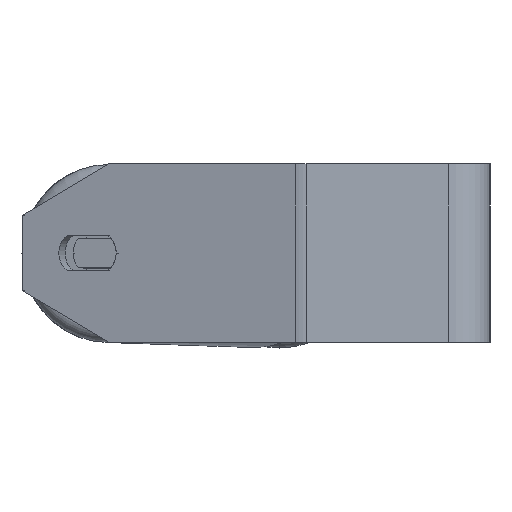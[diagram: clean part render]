
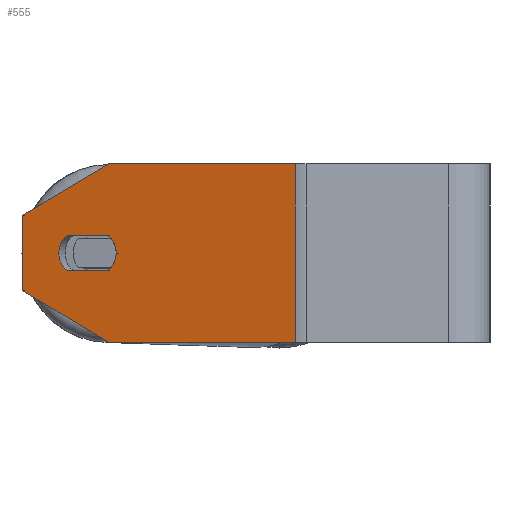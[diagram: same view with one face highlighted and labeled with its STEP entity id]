
A CAD part, left-side view. The second image highlights one B-rep face of the part: STEP entity #555.
In plain terms, the highlighted planar face has unit normal (-0.966, 0.259, 0).
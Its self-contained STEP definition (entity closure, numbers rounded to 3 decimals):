
#24 = CARTESIAN_POINT ( 'NONE',  ( -359.523, 65.544, -30. ) ) ;
#88 = CARTESIAN_POINT ( 'NONE',  ( -334.929, 157.329, 30. ) ) ;
#106 = CARTESIAN_POINT ( 'NONE',  ( -334.929, 157.329, 12.679 ) ) ;
#131 = DIRECTION ( 'NONE',  ( 0.966, -0.259, 0. ) ) ;
#136 = DIRECTION ( 'NONE',  ( 0.259, 0.966, 0. ) ) ;
#154 = DIRECTION ( 'NONE',  ( -0.259, -0.966, 0. ) ) ;
#242 = VECTOR ( 'NONE', #2065, 1000. ) ;
#300 = VECTOR ( 'NONE', #4014, 1000. ) ;
#385 = CARTESIAN_POINT ( 'NONE',  ( -342.564, 128.834, 6. ) ) ;
#555 = ADVANCED_FACE ( 'NONE', ( #6021, #785 ), #1412, .F. ) ;
#601 = EDGE_CURVE ( 'NONE', #2462, #8304, #5322, .T. ) ;
#667 = CARTESIAN_POINT ( 'NONE',  ( -334.929, 157.329, -12.679 ) ) ;
#699 = CARTESIAN_POINT ( 'NONE',  ( -334.929, 157.329, -30. ) ) ;
#727 = EDGE_CURVE ( 'NONE', #841, #5687, #5500, .T. ) ;
#785 = FACE_OUTER_BOUND ( 'NONE', #2401, .T. ) ;
#841 = VERTEX_POINT ( 'NONE', #7469 ) ;
#924 = ORIENTED_EDGE ( 'NONE', *, *, #3886, .F. ) ;
#928 = ORIENTED_EDGE ( 'NONE', *, *, #3929, .T. ) ;
#1046 = LINE ( 'NONE', #385, #8138 ) ;
#1114 = LINE ( 'NONE', #4975, #4992 ) ;
#1120 = EDGE_CURVE ( 'NONE', #6245, #7259, #1046, .T. ) ;
#1371 = CIRCLE ( 'NONE', #6014, 7.5 ) ;
#1412 = PLANE ( 'NONE',  #2906 ) ;
#1661 = DIRECTION ( 'NONE',  ( 0.259, 0.966, 0. ) ) ;
#1987 = EDGE_LOOP ( 'NONE', ( #2317, #5332, #2926, #924, #7989 ) ) ;
#2065 = DIRECTION ( 'NONE',  ( 0., 0., -1. ) ) ;
#2085 = DIRECTION ( 'NONE',  ( 0.259, 0.966, 0. ) ) ;
#2128 = DIRECTION ( 'NONE',  ( -0.259, -0.966, 0. ) ) ;
#2134 = CARTESIAN_POINT ( 'NONE',  ( -359.523, 65.544, 30. ) ) ;
#2250 = EDGE_CURVE ( 'NONE', #5687, #6310, #6765, .T. ) ;
#2279 = LINE ( 'NONE', #3378, #2960 ) ;
#2317 = ORIENTED_EDGE ( 'NONE', *, *, #727, .F. ) ;
#2379 = CARTESIAN_POINT ( 'NONE',  ( -342.564, 128.834, -6. ) ) ;
#2401 = EDGE_LOOP ( 'NONE', ( #2758, #3411, #7612, #4302, #6814, #928 ) ) ;
#2462 = VERTEX_POINT ( 'NONE', #2134 ) ;
#2513 = VERTEX_POINT ( 'NONE', #4248 ) ;
#2526 = EDGE_CURVE ( 'NONE', #5541, #4895, #1114, .T. ) ;
#2715 = CARTESIAN_POINT ( 'NONE',  ( -359.523, 65.544, 30. ) ) ;
#2758 = ORIENTED_EDGE ( 'NONE', *, *, #2526, .T. ) ;
#2906 = AXIS2_PLACEMENT_3D ( 'NONE', #88, #131, #2085 ) ;
#2926 = ORIENTED_EDGE ( 'NONE', *, *, #1120, .F. ) ;
#2943 = DIRECTION ( 'NONE',  ( 0., 0., -1. ) ) ;
#2960 = VECTOR ( 'NONE', #154, 1000. ) ;
#3112 = AXIS2_PLACEMENT_3D ( 'NONE', #6506, #3216, #4539 ) ;
#3216 = DIRECTION ( 'NONE',  ( -0.966, 0.259, 0. ) ) ;
#3237 = AXIS2_PLACEMENT_3D ( 'NONE', #8442, #7899, #5131 ) ;
#3355 = CIRCLE ( 'NONE', #3237, 7.5 ) ;
#3378 = CARTESIAN_POINT ( 'NONE',  ( -334.929, 157.329, 30. ) ) ;
#3411 = ORIENTED_EDGE ( 'NONE', *, *, #4544, .T. ) ;
#3660 = CARTESIAN_POINT ( 'NONE',  ( -342.694, 128.351, -30. ) ) ;
#3886 = EDGE_CURVE ( 'NONE', #6310, #6245, #3355, .T. ) ;
#3908 = EDGE_CURVE ( 'NONE', #5760, #2462, #2279, .T. ) ;
#3929 = EDGE_CURVE ( 'NONE', #5760, #5541, #4059, .T. ) ;
#4014 = DIRECTION ( 'NONE',  ( 0.224, 0.837, -0.5 ) ) ;
#4054 = CARTESIAN_POINT ( 'NONE',  ( -342.564, 128.834, 6. ) ) ;
#4059 = LINE ( 'NONE', #106, #300 ) ;
#4146 = CARTESIAN_POINT ( 'NONE',  ( -342.564, 128.834, -6. ) ) ;
#4248 = CARTESIAN_POINT ( 'NONE',  ( -342.694, 128.351, -30. ) ) ;
#4302 = ORIENTED_EDGE ( 'NONE', *, *, #601, .F. ) ;
#4317 = DIRECTION ( 'NONE',  ( -0.259, -0.966, 0. ) ) ;
#4539 = DIRECTION ( 'NONE',  ( -0.259, -0.966, 0. ) ) ;
#4544 = EDGE_CURVE ( 'NONE', #4895, #2513, #4852, .T. ) ;
#4576 = VECTOR ( 'NONE', #8133, 1000. ) ;
#4708 = CARTESIAN_POINT ( 'NONE',  ( -343.341, 125.936, 0. ) ) ;
#4781 = CARTESIAN_POINT ( 'NONE',  ( -338.941, 142.357, 6. ) ) ;
#4852 = LINE ( 'NONE', #3660, #4576 ) ;
#4895 = VERTEX_POINT ( 'NONE', #667 ) ;
#4975 = CARTESIAN_POINT ( 'NONE',  ( -334.929, 157.329, 30. ) ) ;
#4992 = VECTOR ( 'NONE', #2943, 1000. ) ;
#5131 = DIRECTION ( 'NONE',  ( -0.259, -0.966, 0. ) ) ;
#5143 = VECTOR ( 'NONE', #4317, 1000. ) ;
#5322 = LINE ( 'NONE', #2715, #242 ) ;
#5332 = ORIENTED_EDGE ( 'NONE', *, *, #7663, .F. ) ;
#5347 = CARTESIAN_POINT ( 'NONE',  ( -340.106, 138.011, 0. ) ) ;
#5500 = LINE ( 'NONE', #2379, #5143 ) ;
#5541 = VERTEX_POINT ( 'NONE', #6767 ) ;
#5687 = VERTEX_POINT ( 'NONE', #4146 ) ;
#5760 = VERTEX_POINT ( 'NONE', #8058 ) ;
#6014 = AXIS2_PLACEMENT_3D ( 'NONE', #5347, #6029, #136 ) ;
#6021 = FACE_BOUND ( 'NONE', #1987, .T. ) ;
#6029 = DIRECTION ( 'NONE',  ( -0.966, 0.259, 0. ) ) ;
#6245 = VERTEX_POINT ( 'NONE', #4054 ) ;
#6310 = VERTEX_POINT ( 'NONE', #4708 ) ;
#6506 = CARTESIAN_POINT ( 'NONE',  ( -341.4, 133.181, 0. ) ) ;
#6580 = LINE ( 'NONE', #699, #6951 ) ;
#6765 = CIRCLE ( 'NONE', #3112, 7.5 ) ;
#6767 = CARTESIAN_POINT ( 'NONE',  ( -334.929, 157.329, 12.679 ) ) ;
#6814 = ORIENTED_EDGE ( 'NONE', *, *, #3908, .F. ) ;
#6912 = EDGE_CURVE ( 'NONE', #2513, #8304, #6580, .T. ) ;
#6951 = VECTOR ( 'NONE', #2128, 1000. ) ;
#7259 = VERTEX_POINT ( 'NONE', #4781 ) ;
#7469 = CARTESIAN_POINT ( 'NONE',  ( -338.941, 142.357, -6. ) ) ;
#7612 = ORIENTED_EDGE ( 'NONE', *, *, #6912, .T. ) ;
#7663 = EDGE_CURVE ( 'NONE', #7259, #841, #1371, .T. ) ;
#7899 = DIRECTION ( 'NONE',  ( -0.966, 0.259, 0. ) ) ;
#7989 = ORIENTED_EDGE ( 'NONE', *, *, #2250, .F. ) ;
#8058 = CARTESIAN_POINT ( 'NONE',  ( -342.694, 128.351, 30. ) ) ;
#8133 = DIRECTION ( 'NONE',  ( -0.224, -0.837, -0.5 ) ) ;
#8138 = VECTOR ( 'NONE', #1661, 1000. ) ;
#8304 = VERTEX_POINT ( 'NONE', #24 ) ;
#8442 = CARTESIAN_POINT ( 'NONE',  ( -341.4, 133.181, 0. ) ) ;
